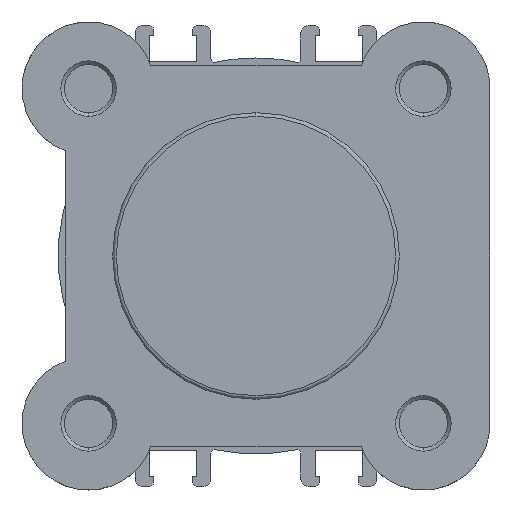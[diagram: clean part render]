
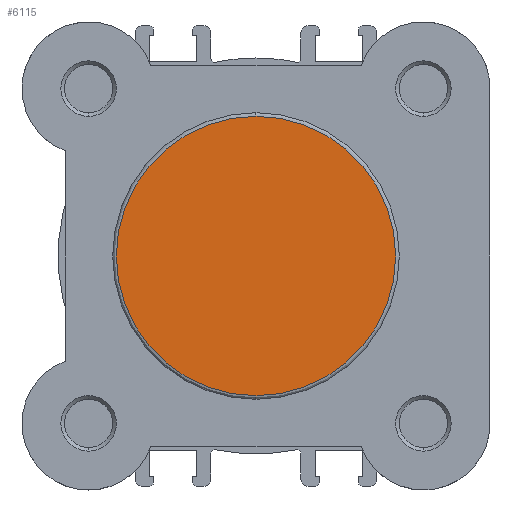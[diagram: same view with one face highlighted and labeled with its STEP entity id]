
A CAD part, left-side view. The second image highlights one B-rep face of the part: STEP entity #6115.
In plain terms, the highlighted planar face has unit normal (-1, 0, 0).
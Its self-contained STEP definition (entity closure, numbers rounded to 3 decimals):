
#67 = VERTEX_POINT ( 'NONE', #395 ) ;
#159 = VERTEX_POINT ( 'NONE', #487 ) ;
#395 = CARTESIAN_POINT ( 'NONE',  ( 0., 0., -19.4 ) ) ;
#487 = CARTESIAN_POINT ( 'NONE',  ( 0., 0., 19.4 ) ) ;
#676 = CARTESIAN_POINT ( 'NONE',  ( 0., 0., 0. ) ) ;
#677 = DIRECTION ( 'NONE',  ( -1., 0., 0. ) ) ;
#678 = DIRECTION ( 'NONE',  ( 0., 0., -1. ) ) ;
#832 = CARTESIAN_POINT ( 'NONE',  ( 0., 0., 0. ) ) ;
#841 = DIRECTION ( 'NONE',  ( -1., 0., 0. ) ) ;
#842 = DIRECTION ( 'NONE',  ( 0., 0., -1. ) ) ;
#1917 = ORIENTED_EDGE ( 'NONE', *, *, #5312, .T. ) ;
#1918 = ORIENTED_EDGE ( 'NONE', *, *, #5248, .T. ) ;
#2066 = CIRCLE ( 'NONE', #5818, 19.4 ) ;
#2157 = CIRCLE ( 'NONE', #5854, 19.4 ) ;
#3705 = CARTESIAN_POINT ( 'NONE',  ( 0., 19.9, 0. ) ) ;
#3706 = PLANE ( 'NONE',  #6411 ) ;
#3708 = DIRECTION ( 'NONE',  ( 1., 0., 0. ) ) ;
#3709 = DIRECTION ( 'NONE',  ( 0., 0., -1. ) ) ;
#4337 = FACE_OUTER_BOUND ( 'NONE', #7200, .T. ) ;
#5248 = EDGE_CURVE ( 'NONE', #67, #159, #2066, .T. ) ;
#5312 = EDGE_CURVE ( 'NONE', #159, #67, #2157, .T. ) ;
#5818 = AXIS2_PLACEMENT_3D ( 'NONE', #676, #677, #678 ) ;
#5854 = AXIS2_PLACEMENT_3D ( 'NONE', #832, #841, #842 ) ;
#6115 = ADVANCED_FACE ( 'NONE', ( #4337 ), #3706, .F. ) ;
#6411 = AXIS2_PLACEMENT_3D ( 'NONE', #3705, #3708, #3709 ) ;
#7200 = EDGE_LOOP ( 'NONE', ( #1918, #1917 ) ) ;
